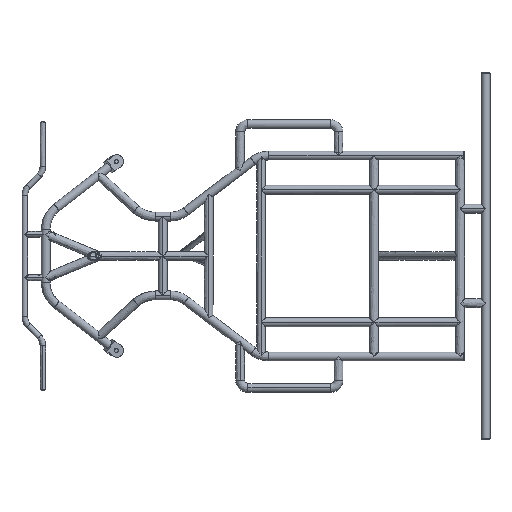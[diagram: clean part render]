
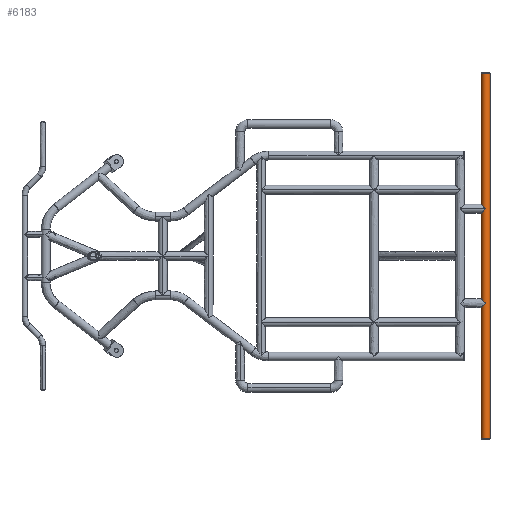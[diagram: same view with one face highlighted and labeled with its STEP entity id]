
A CAD part, front view. The second image highlights one B-rep face of the part: STEP entity #6183.
In plain terms, the highlighted free-form (B-spline) face has degree [2, 1] with [5, 2] control points.
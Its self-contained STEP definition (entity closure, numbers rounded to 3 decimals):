
#6060 = VERTEX_POINT('',#6061);
#6061 = CARTESIAN_POINT('',(568.492,0.,
    -970.817));
#6062 = VERTEX_POINT('',#6063);
#6063 = CARTESIAN_POINT('',(615.431,0.,
    -970.817));
#6071 = EDGE_CURVE('',#6060,#6072,#6074,.T.);
#6072 = VERTEX_POINT('',#6073);
#6073 = CARTESIAN_POINT('',(568.492,0.,
    970.817));
#6074 = B_SPLINE_CURVE_WITH_KNOTS('',1,(#6075,#6076),.UNSPECIFIED.,.F.,
  .F.,(2,2),(3.,1397.),.PIECEWISE_BEZIER_KNOTS.);
#6075 = CARTESIAN_POINT('',(568.492,0.,
    -970.817));
#6076 = CARTESIAN_POINT('',(568.492,0.,
    970.817));
#6079 = VERTEX_POINT('',#6080);
#6080 = CARTESIAN_POINT('',(615.431,0.,
    970.817));
#6088 = EDGE_CURVE('',#6062,#6079,#6089,.T.);
#6089 = B_SPLINE_CURVE_WITH_KNOTS('',1,(#6090,#6091),.UNSPECIFIED.,.F.,
  .F.,(2,2),(3.,1397.),.PIECEWISE_BEZIER_KNOTS.);
#6090 = CARTESIAN_POINT('',(615.431,0.,
    -970.817));
#6091 = CARTESIAN_POINT('',(615.431,0.,
    970.817));
#6183 = ADVANCED_FACE('',(#6184),#6204,.T.);
#6184 = FACE_BOUND('',#6185,.T.);
#6185 = EDGE_LOOP('',(#6186,#6187,#6195,#6196));
#6186 = ORIENTED_EDGE('',*,*,#6071,.F.);
#6187 = ORIENTED_EDGE('',*,*,#6188,.F.);
#6188 = EDGE_CURVE('',#6062,#6060,#6189,.T.);
#6189 = ( BOUNDED_CURVE() B_SPLINE_CURVE(2,(#6190,#6191,#6192,#6193,
#6194),.UNSPECIFIED.,.F.,.F.) B_SPLINE_CURVE_WITH_KNOTS((3,2,3),(
    3.142,4.712,6.283),
.PIECEWISE_BEZIER_KNOTS.) CURVE() GEOMETRIC_REPRESENTATION_ITEM() 
RATIONAL_B_SPLINE_CURVE((1.,0.707,1.,0.707,1.)) 
REPRESENTATION_ITEM('') );
#6190 = CARTESIAN_POINT('',(615.431,0.,
    -970.817));
#6191 = CARTESIAN_POINT('',(615.431,-23.47,
    -970.817));
#6192 = CARTESIAN_POINT('',(591.962,-23.47,
    -970.817));
#6193 = CARTESIAN_POINT('',(568.492,-23.47,
    -970.817));
#6194 = CARTESIAN_POINT('',(568.492,0.,
    -970.817));
#6195 = ORIENTED_EDGE('',*,*,#6088,.T.);
#6196 = ORIENTED_EDGE('',*,*,#6197,.T.);
#6197 = EDGE_CURVE('',#6079,#6072,#6198,.T.);
#6198 = ( BOUNDED_CURVE() B_SPLINE_CURVE(2,(#6199,#6200,#6201,#6202,
#6203),.UNSPECIFIED.,.F.,.F.) B_SPLINE_CURVE_WITH_KNOTS((3,2,3),(0.,
1.571,3.142),.PIECEWISE_BEZIER_KNOTS.) CURVE() 
GEOMETRIC_REPRESENTATION_ITEM() RATIONAL_B_SPLINE_CURVE((1.,
0.707,1.,0.707,1.)) REPRESENTATION_ITEM('') );
#6199 = CARTESIAN_POINT('',(615.431,0.,
    970.817));
#6200 = CARTESIAN_POINT('',(615.431,-23.47,
    970.817));
#6201 = CARTESIAN_POINT('',(591.962,-23.47,
    970.817));
#6202 = CARTESIAN_POINT('',(568.492,-23.47,
    970.817));
#6203 = CARTESIAN_POINT('',(568.492,0.,
    970.817));
#6204 = ( BOUNDED_SURFACE() B_SPLINE_SURFACE(2,1,(
    (#6205,#6206)
    ,(#6207,#6208)
    ,(#6209,#6210)
    ,(#6211,#6212)
    ,(#6213,#6214
)),.UNSPECIFIED.,.F.,.F.,.F.) B_SPLINE_SURFACE_WITH_KNOTS((3,2,3),(2,2),
  (3.142,4.712,6.283),(3.,1397.),
.PIECEWISE_BEZIER_KNOTS.) GEOMETRIC_REPRESENTATION_ITEM() 
RATIONAL_B_SPLINE_SURFACE((
    (1.,1.)
    ,(0.707,0.707)
    ,(1.,1.)
    ,(0.707,0.707)
,(1.,1.))) REPRESENTATION_ITEM('') SURFACE() );
#6205 = CARTESIAN_POINT('',(568.492,0.,
    -970.817));
#6206 = CARTESIAN_POINT('',(568.492,0.,
    970.817));
#6207 = CARTESIAN_POINT('',(568.492,-23.47,
    -970.817));
#6208 = CARTESIAN_POINT('',(568.492,-23.47,
    970.817));
#6209 = CARTESIAN_POINT('',(591.962,-23.47,
    -970.817));
#6210 = CARTESIAN_POINT('',(591.962,-23.47,
    970.817));
#6211 = CARTESIAN_POINT('',(615.431,-23.47,
    -970.817));
#6212 = CARTESIAN_POINT('',(615.431,-23.47,
    970.817));
#6213 = CARTESIAN_POINT('',(615.431,0.,
    -970.817));
#6214 = CARTESIAN_POINT('',(615.431,0.,
    970.817));
